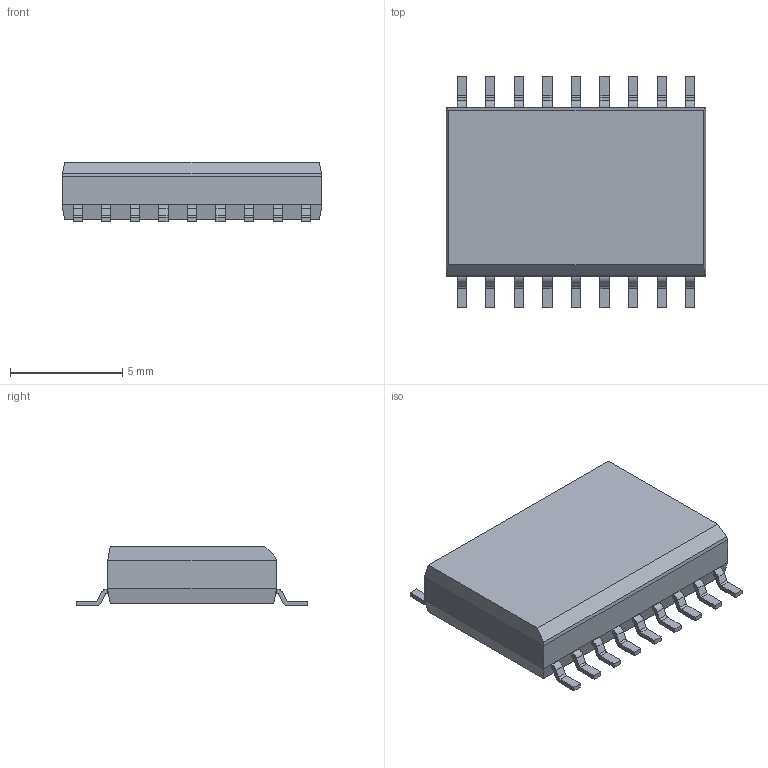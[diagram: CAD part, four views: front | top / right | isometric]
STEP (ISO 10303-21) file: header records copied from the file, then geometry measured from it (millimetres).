
FILE_DESCRIPTION (( 'STEP AP214' ), '1' );
FILE_NAME ( 'SOIC18P127_1155X1030X265L83X41.STEP', '2017-10-17T22:25:36', ( '' ), ( '' ), 'Part was generated with the free Library Expert Lite available at www.PCBLibraries.com. Removing line will violate the End User License Agreement.', '©2017 PCB Libraries, Inc.', '' );
FILE_SCHEMA (( 'AUTOMOTIVE_DESIGN' ));
Length unit declared in the file: millimetre
Products named in the file (1): SOIC18P127_1155X1030X265L83X41
Bounding box: 11.55 x 10.3 x 2.65 mm (x, y, z)
Volume: 219.5 mm3; surface area: 299.6 mm2
Topology: 19 solids, 19 shells, 267 faces, 679 edges, 450 vertices
Faces by surface type: plane 195, cylinder 72
Entity records: 8997 total; most frequent: CARTESIAN_POINT 1397, DIRECTION 1359, ORIENTED_EDGE 1358, EDGE_CURVE 679, VECTOR 535, LINE 535, VERTEX_POINT 450, AXIS2_PLACEMENT_3D 412
